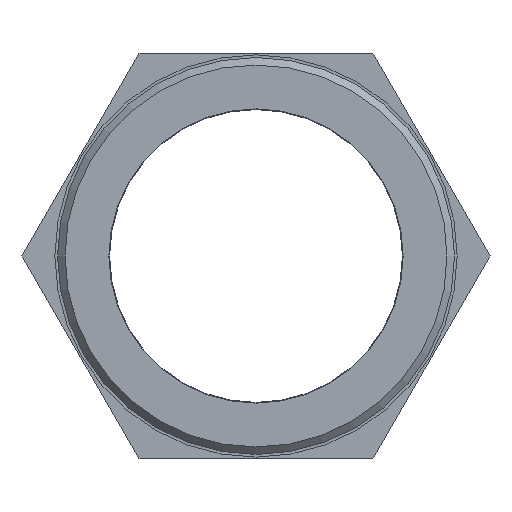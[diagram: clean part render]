
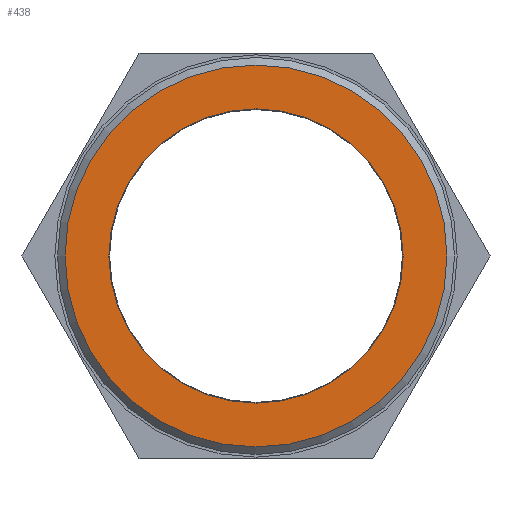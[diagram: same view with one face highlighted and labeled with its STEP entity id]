
A CAD part, front view. The second image highlights one B-rep face of the part: STEP entity #438.
In plain terms, the highlighted planar face has unit normal (0, -1, 0).
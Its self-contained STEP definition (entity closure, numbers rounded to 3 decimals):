
#61=PLANE('',#472);
#80=ORIENTED_EDGE('',*,*,#144,.T.);
#81=ORIENTED_EDGE('',*,*,#145,.T.);
#144=EDGE_CURVE('',#176,#176,#202,.F.);
#145=EDGE_CURVE('',#177,#177,#203,.T.);
#176=VERTEX_POINT('',#608);
#177=VERTEX_POINT('',#610);
#202=CIRCLE('',#473,12.721);
#203=CIRCLE('',#474,9.8);
#216=EDGE_LOOP('',(#80));
#217=EDGE_LOOP('',(#81));
#252=FACE_BOUND('',#216,.T.);
#253=FACE_BOUND('',#217,.T.);
#438=ADVANCED_FACE('',(#252,#253),#61,.F.);
#472=AXIS2_PLACEMENT_3D('',#606,#521,#522);
#473=AXIS2_PLACEMENT_3D('',#607,#523,#524);
#474=AXIS2_PLACEMENT_3D('',#609,#525,#526);
#521=DIRECTION('',(0.,1.,0.));
#522=DIRECTION('',(0.,0.,1.));
#523=DIRECTION('',(0.,1.,0.));
#524=DIRECTION('',(0.,0.,1.));
#525=DIRECTION('',(0.,1.,0.));
#526=DIRECTION('',(0.,0.,1.));
#606=CARTESIAN_POINT('',(0.,-55.,0.));
#607=CARTESIAN_POINT('',(0.,-55.,0.));
#608=CARTESIAN_POINT('',(0.,-55.,12.721));
#609=CARTESIAN_POINT('',(0.,-55.,0.));
#610=CARTESIAN_POINT('',(0.,-55.,9.8));
